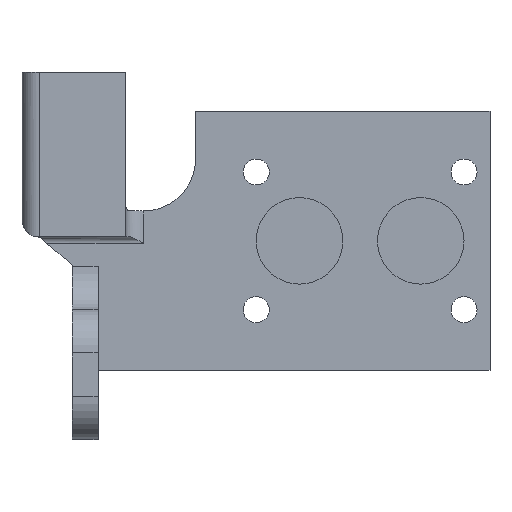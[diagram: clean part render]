
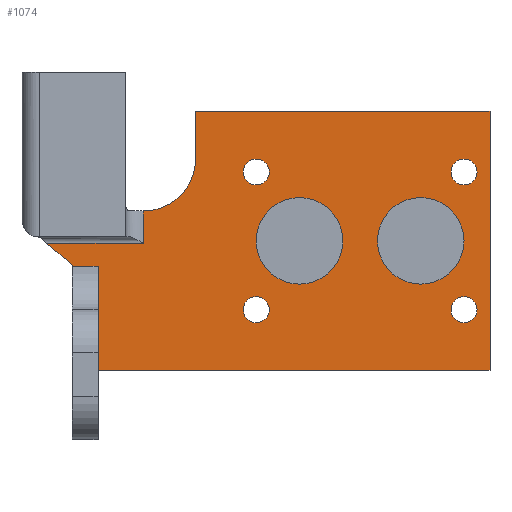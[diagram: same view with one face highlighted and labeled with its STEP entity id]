
A CAD part, left-side view. The second image highlights one B-rep face of the part: STEP entity #1074.
In plain terms, the highlighted planar face has unit normal (-1, 0, 0).
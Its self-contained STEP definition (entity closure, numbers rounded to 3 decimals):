
#31=FACE_BOUND('',#142,.T.);
#32=FACE_BOUND('',#143,.T.);
#33=FACE_BOUND('',#144,.T.);
#34=FACE_BOUND('',#145,.T.);
#35=FACE_BOUND('',#146,.T.);
#36=FACE_BOUND('',#147,.T.);
#44=PLANE('',#1163);
#82=FACE_OUTER_BOUND('',#141,.T.);
#141=EDGE_LOOP('',(#755,#756,#757,#758,#759,#760,#761,#762,#763,#764,#765,
#766));
#142=EDGE_LOOP('',(#767));
#143=EDGE_LOOP('',(#768));
#144=EDGE_LOOP('',(#769));
#145=EDGE_LOOP('',(#770));
#146=EDGE_LOOP('',(#771));
#147=EDGE_LOOP('',(#772));
#209=LINE('',#1575,#321);
#216=LINE('',#1597,#328);
#218=LINE('',#1601,#330);
#219=LINE('',#1603,#331);
#220=LINE('',#1605,#332);
#221=LINE('',#1607,#333);
#222=LINE('',#1609,#334);
#223=LINE('',#1613,#335);
#224=LINE('',#1615,#336);
#225=LINE('',#1617,#337);
#226=LINE('',#1618,#338);
#321=VECTOR('',#1265,10.);
#328=VECTOR('',#1286,10.);
#330=VECTOR('',#1290,10.);
#331=VECTOR('',#1291,10.);
#332=VECTOR('',#1292,10.);
#333=VECTOR('',#1293,10.);
#334=VECTOR('',#1294,10.);
#335=VECTOR('',#1297,10.);
#336=VECTOR('',#1298,10.);
#337=VECTOR('',#1299,0.735);
#338=VECTOR('',#1300,10.);
#437=CIRCLE('',#1164,6.);
#438=CIRCLE('',#1165,5.);
#439=CIRCLE('',#1166,5.);
#440=CIRCLE('',#1167,1.5);
#441=CIRCLE('',#1168,1.5);
#442=CIRCLE('',#1169,1.5);
#443=CIRCLE('',#1170,1.5);
#471=VERTEX_POINT('',#1572);
#472=VERTEX_POINT('',#1574);
#480=VERTEX_POINT('',#1595);
#481=VERTEX_POINT('',#1600);
#482=VERTEX_POINT('',#1602);
#483=VERTEX_POINT('',#1604);
#484=VERTEX_POINT('',#1606);
#485=VERTEX_POINT('',#1608);
#486=VERTEX_POINT('',#1610);
#487=VERTEX_POINT('',#1612);
#488=VERTEX_POINT('',#1614);
#489=VERTEX_POINT('',#1616);
#490=VERTEX_POINT('',#1619);
#491=VERTEX_POINT('',#1621);
#492=VERTEX_POINT('',#1623);
#493=VERTEX_POINT('',#1625);
#494=VERTEX_POINT('',#1627);
#495=VERTEX_POINT('',#1629);
#577=EDGE_CURVE('',#471,#472,#209,.T.);
#588=EDGE_CURVE('',#480,#471,#216,.T.);
#590=EDGE_CURVE('',#480,#481,#218,.T.);
#591=EDGE_CURVE('',#482,#481,#219,.T.);
#592=EDGE_CURVE('',#482,#483,#220,.T.);
#593=EDGE_CURVE('',#484,#483,#221,.T.);
#594=EDGE_CURVE('',#484,#485,#222,.T.);
#595=EDGE_CURVE('',#486,#485,#437,.T.);
#596=EDGE_CURVE('',#486,#487,#223,.T.);
#597=EDGE_CURVE('',#488,#487,#224,.T.);
#598=EDGE_CURVE('',#489,#488,#225,.T.);
#599=EDGE_CURVE('',#489,#472,#226,.T.);
#600=EDGE_CURVE('',#490,#490,#438,.T.);
#601=EDGE_CURVE('',#491,#491,#439,.T.);
#602=EDGE_CURVE('',#492,#492,#440,.T.);
#603=EDGE_CURVE('',#493,#493,#441,.T.);
#604=EDGE_CURVE('',#494,#494,#442,.T.);
#605=EDGE_CURVE('',#495,#495,#443,.T.);
#755=ORIENTED_EDGE('',*,*,#588,.F.);
#756=ORIENTED_EDGE('',*,*,#590,.T.);
#757=ORIENTED_EDGE('',*,*,#591,.F.);
#758=ORIENTED_EDGE('',*,*,#592,.T.);
#759=ORIENTED_EDGE('',*,*,#593,.F.);
#760=ORIENTED_EDGE('',*,*,#594,.T.);
#761=ORIENTED_EDGE('',*,*,#595,.F.);
#762=ORIENTED_EDGE('',*,*,#596,.T.);
#763=ORIENTED_EDGE('',*,*,#597,.F.);
#764=ORIENTED_EDGE('',*,*,#598,.F.);
#765=ORIENTED_EDGE('',*,*,#599,.T.);
#766=ORIENTED_EDGE('',*,*,#577,.F.);
#767=ORIENTED_EDGE('',*,*,#600,.F.);
#768=ORIENTED_EDGE('',*,*,#601,.F.);
#769=ORIENTED_EDGE('',*,*,#602,.T.);
#770=ORIENTED_EDGE('',*,*,#603,.T.);
#771=ORIENTED_EDGE('',*,*,#604,.T.);
#772=ORIENTED_EDGE('',*,*,#605,.T.);
#1074=ADVANCED_FACE('',(#82,#31,#32,#33,#34,#35,#36),#44,.F.);
#1163=AXIS2_PLACEMENT_3D('',#1599,#1288,#1289);
#1164=AXIS2_PLACEMENT_3D('',#1611,#1295,#1296);
#1165=AXIS2_PLACEMENT_3D('',#1620,#1301,#1302);
#1166=AXIS2_PLACEMENT_3D('',#1622,#1303,#1304);
#1167=AXIS2_PLACEMENT_3D('',#1624,#1305,#1306);
#1168=AXIS2_PLACEMENT_3D('',#1626,#1307,#1308);
#1169=AXIS2_PLACEMENT_3D('',#1628,#1309,#1310);
#1170=AXIS2_PLACEMENT_3D('',#1630,#1311,#1312);
#1265=DIRECTION('',(0.,0.,1.));
#1286=DIRECTION('',(0.,1.,0.));
#1288=DIRECTION('center_axis',(1.,0.,0.));
#1289=DIRECTION('ref_axis',(0.,0.,-1.));
#1290=DIRECTION('',(0.,0.,-1.));
#1291=DIRECTION('',(0.,1.,0.));
#1292=DIRECTION('',(0.,0.,1.));
#1293=DIRECTION('',(0.,-1.,0.));
#1294=DIRECTION('',(0.,0.,-1.));
#1295=DIRECTION('center_axis',(-1.,0.,0.));
#1296=DIRECTION('ref_axis',(0.,-1.,0.));
#1297=DIRECTION('',(0.,1.,0.));
#1298=DIRECTION('',(0.,0.,1.));
#1299=DIRECTION('',(0.,-1.,0.));
#1300=DIRECTION('',(0.,-0.761,-0.649));
#1301=DIRECTION('center_axis',(-1.,0.,0.));
#1302=DIRECTION('ref_axis',(0.,-1.,0.));
#1303=DIRECTION('center_axis',(-1.,0.,0.));
#1304=DIRECTION('ref_axis',(0.,-1.,0.));
#1305=DIRECTION('center_axis',(1.,0.,0.));
#1306=DIRECTION('ref_axis',(0.,0.,1.));
#1307=DIRECTION('center_axis',(1.,0.,0.));
#1308=DIRECTION('ref_axis',(0.,0.,1.));
#1309=DIRECTION('center_axis',(1.,0.,0.));
#1310=DIRECTION('ref_axis',(0.,0.,1.));
#1311=DIRECTION('center_axis',(1.,0.,0.));
#1312=DIRECTION('ref_axis',(0.,0.,1.));
#1572=CARTESIAN_POINT('',(0.,33.25,-2.95));
#1574=CARTESIAN_POINT('',(0.,33.25,-2.792));
#1575=CARTESIAN_POINT('',(0.,33.25,-14.95));
#1595=CARTESIAN_POINT('',(0.,30.25,-2.95));
#1597=CARTESIAN_POINT('',(0.,15.125,-2.95));
#1599=CARTESIAN_POINT('Origin',(0.,0.,0.));
#1600=CARTESIAN_POINT('',(0.,30.25,-14.95));
#1601=CARTESIAN_POINT('',(0.,30.25,-6.45));
#1602=CARTESIAN_POINT('',(0.,-15.,-14.95));
#1603=CARTESIAN_POINT('',(0.,-15.,-14.95));
#1604=CARTESIAN_POINT('',(0.,-15.,14.95));
#1605=CARTESIAN_POINT('',(0.,-15.,10.95));
#1606=CARTESIAN_POINT('',(0.,19.,14.95));
#1607=CARTESIAN_POINT('',(0.,19.,14.95));
#1608=CARTESIAN_POINT('',(0.,19.,9.45));
#1609=CARTESIAN_POINT('',(0.,19.,-10.95));
#1610=CARTESIAN_POINT('',(0.,25.,3.45));
#1611=CARTESIAN_POINT('Origin',(0.,25.,9.45));
#1612=CARTESIAN_POINT('',(0.,25.049,3.45));
#1613=CARTESIAN_POINT('',(0.,19.,3.45));
#1614=CARTESIAN_POINT('',(0.,25.049,-0.285));
#1615=CARTESIAN_POINT('',(0.,25.049,0.225));
#1616=CARTESIAN_POINT('',(0.,36.188,-0.285));
#1617=CARTESIAN_POINT('',(0.,19.,-0.285));
#1618=CARTESIAN_POINT('',(0.,19.,-14.95));
#1619=CARTESIAN_POINT('',(0.,-2.,0.));
#1620=CARTESIAN_POINT('Origin',(0.,-7.,0.));
#1621=CARTESIAN_POINT('',(0.,12.,0.));
#1622=CARTESIAN_POINT('Origin',(0.,7.,0.));
#1623=CARTESIAN_POINT('',(0.,-12.,6.45));
#1624=CARTESIAN_POINT('Origin',(0.,-12.,7.95));
#1625=CARTESIAN_POINT('',(0.,12.,6.45));
#1626=CARTESIAN_POINT('Origin',(0.,12.,7.95));
#1627=CARTESIAN_POINT('',(0.,-12.,-9.45));
#1628=CARTESIAN_POINT('Origin',(0.,-12.,-7.95));
#1629=CARTESIAN_POINT('',(0.,12.,-9.45));
#1630=CARTESIAN_POINT('Origin',(0.,12.,-7.95));
